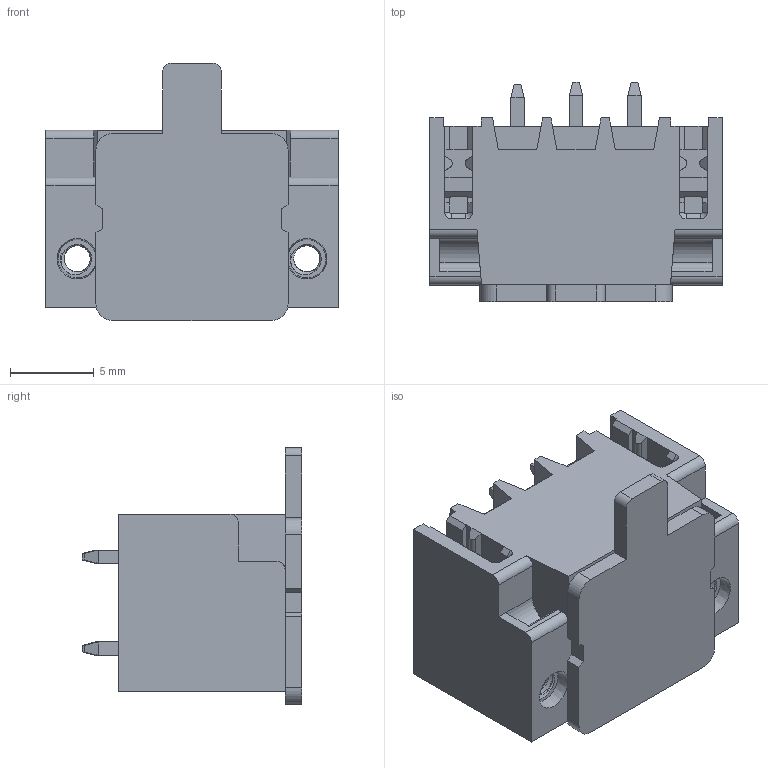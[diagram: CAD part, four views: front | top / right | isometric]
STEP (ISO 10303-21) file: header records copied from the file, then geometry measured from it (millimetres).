
FILE_DESCRIPTION(/* description */ ('Unknown'),/* implementation_level */ '2;1');
FILE_NAME(/* name */ '691778130006',/* time_stamp */ '2024-07-24T15:43:42+02:00',/* author */ ('Unknown'),/* organization */ ('Unknown'),/* preprocessor_version */ 'ST-DEVELOPER v19.4',/* originating_system */ 'Solid Edge',/* authorisation */ 'Unknown');
FILE_SCHEMA (('TECHNICAL_DATA_PACKAGING','AUTOMOTIVE_DESIGN {1 0 10303 214 3 1 1}'));
Length unit declared in the file: millimetre
Products named in the file (5): 6917781300xx; 691778130006; 6917781300xx_Pin; 6913781300xx_Nut; 6917781000xx_Cap Odd
Assembly tree (10 placements, depth 2):
  6917781300xx
    691778130006
    6917781300xx_Pin  x6
    6913781300xx_Nut  x2
    6917781000xx_Cap Odd
Bounding box: 17.5 x 13.15 x 15.4 mm (x, y, z)
Volume: 1066.4 mm3; surface area: 2780.7 mm2
Topology: 10 solids, 10 shells, 532 faces, 1353 edges, 854 vertices
Faces by surface type: plane 403, cylinder 99, torus 18, cone 8, bspline 4
Full cylindrical faces by diameter (mm): 0.9 x3, 1.83 x6, 2 x4
Entity records: 14696 total; most frequent: CARTESIAN_POINT 3488, ORIENTED_EDGE 2290, DIRECTION 2236, EDGE_CURVE 1145, LINE 934, VECTOR 934, VERTEX_POINT 740, AXIS2_PLACEMENT_3D 651
